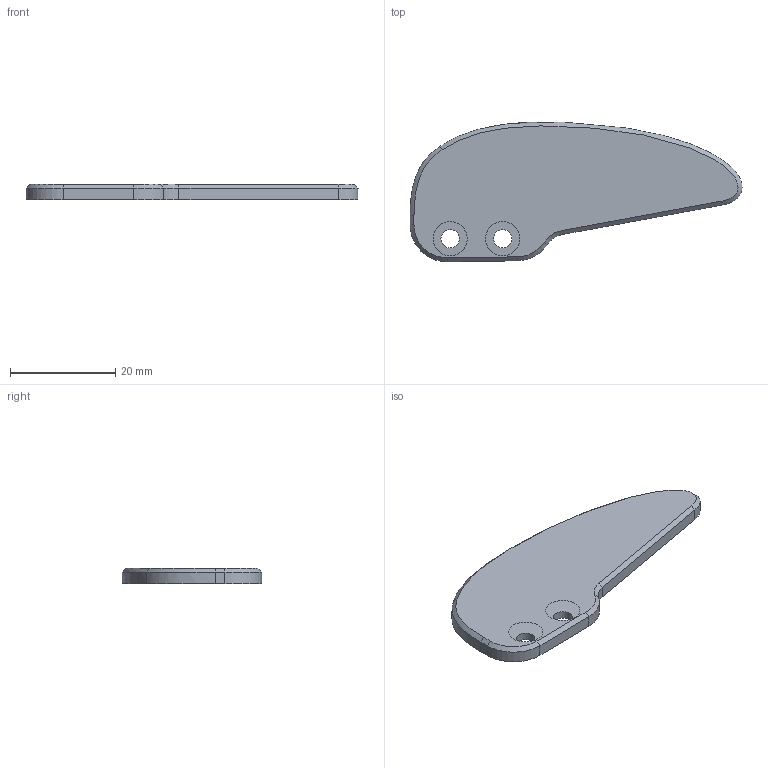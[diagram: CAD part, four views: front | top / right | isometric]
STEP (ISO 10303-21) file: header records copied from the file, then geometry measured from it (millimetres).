
FILE_DESCRIPTION(/* description */ (''),/* implementation_level */ '2;1');
FILE_NAME(/* name */ 'Turn 488 Challenge Left Paddle.step',/* time_stamp */ '2020-12-02T12:05:02-06:00',/* author */ (''),/* organization */ (''),/* preprocessor_version */ 'ST-DEVELOPER v18.1',/* originating_system */ 'Autodesk Translation Framework v9.3.0.1241',/* authorisation */ '');
FILE_SCHEMA (('AUTOMOTIVE_DESIGN { 1 0 10303 214 3 1 1 }'));
Length unit declared in the file: millimetre
Products named in the file (1): 488 Paddle Left
Bounding box: 63.12 x 26.52 x 3 mm (x, y, z)
Volume: 3426.6 mm3; surface area: 2770.5 mm2
Topology: 1 solids, 1 shells, 22 faces, 50 edges, 30 vertices
Faces by surface type: plane 8, cone 5, cylinder 5, bspline 4
Full cylindrical faces by diameter (mm): 3.5 x2
Entity records: 1504 total; most frequent: CARTESIAN_POINT 981, ORIENTED_EDGE 100, DIRECTION 95, EDGE_CURVE 50, AXIS2_PLACEMENT_3D 34, VERTEX_POINT 30, LINE 27, VECTOR 27
